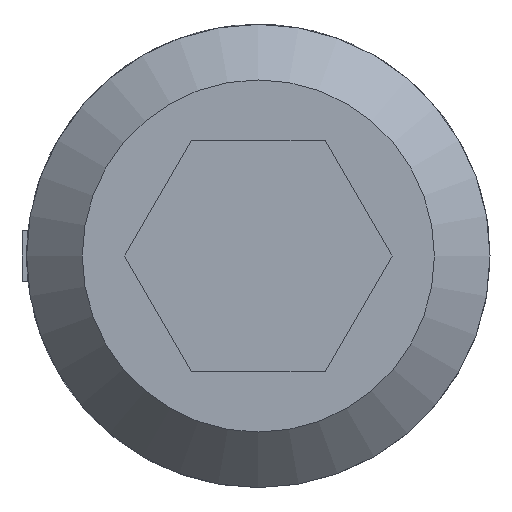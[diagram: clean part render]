
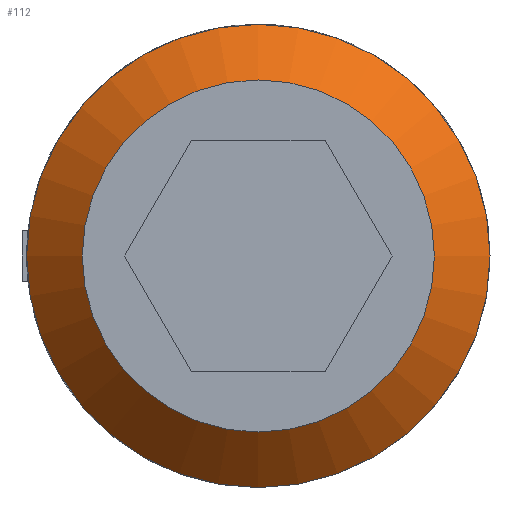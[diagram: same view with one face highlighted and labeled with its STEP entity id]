
A CAD part, left-side view. The second image highlights one B-rep face of the part: STEP entity #112.
In plain terms, the highlighted conical face has half-angle 45 degrees and reference radius 3.8 mm.
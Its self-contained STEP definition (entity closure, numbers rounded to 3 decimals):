
#112 = ADVANCED_FACE( '', ( #225, #226 ), #227, .T. );
#225 = FACE_OUTER_BOUND( '', #330, .T. );
#226 = FACE_BOUND( '', #331, .T. );
#227 = CONICAL_SURFACE( '', #332, 3.8, 0.785 );
#330 = EDGE_LOOP( '', ( #575 ) );
#331 = EDGE_LOOP( '', ( #576 ) );
#332 = AXIS2_PLACEMENT_3D( '', #577, #578, #579 );
#575 = ORIENTED_EDGE( '', *, *, #671, .F. );
#576 = ORIENTED_EDGE( '', *, *, #604, .T. );
#577 = CARTESIAN_POINT( '', ( 0., 0., 0. ) );
#578 = DIRECTION( '', ( 1., 0., 0. ) );
#579 = DIRECTION( '', ( 0., 0., -1. ) );
#604 = EDGE_CURVE( '', #716, #716, #717, .T. );
#671 = EDGE_CURVE( '', #806, #806, #807, .T. );
#716 = VERTEX_POINT( '', #872 );
#717 = CIRCLE( '', #873, 3.8 );
#806 = VERTEX_POINT( '', #998 );
#807 = CIRCLE( '', #999, 5. );
#872 = CARTESIAN_POINT( '', ( 0., 0., -3.8 ) );
#873 = AXIS2_PLACEMENT_3D( '', #1021, #1022, #1023 );
#998 = CARTESIAN_POINT( '', ( 1.2, 0., -5. ) );
#999 = AXIS2_PLACEMENT_3D( '', #1081, #1082, #1083 );
#1021 = CARTESIAN_POINT( '', ( 0., 0., 0. ) );
#1022 = DIRECTION( '', ( 1., 0., 0. ) );
#1023 = DIRECTION( '', ( 0., 0., -1. ) );
#1081 = CARTESIAN_POINT( '', ( 1.2, 0., 0. ) );
#1082 = DIRECTION( '', ( 1., 0., 0. ) );
#1083 = DIRECTION( '', ( 0., 0., -1. ) );
